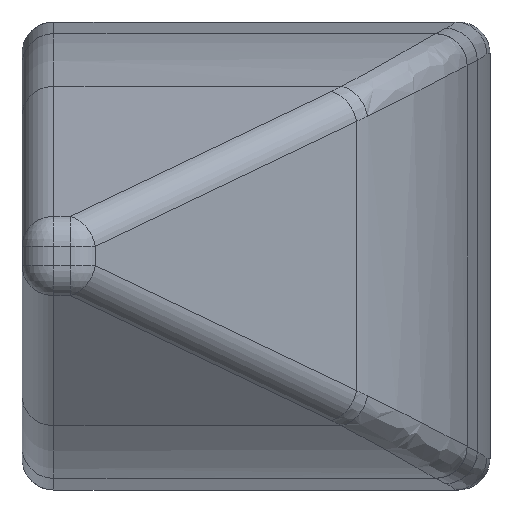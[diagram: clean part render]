
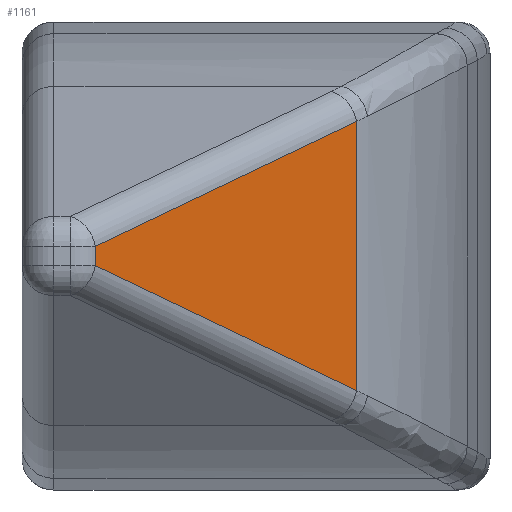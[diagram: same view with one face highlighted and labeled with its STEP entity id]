
A CAD part, left-side view. The second image highlights one B-rep face of the part: STEP entity #1161.
In plain terms, the highlighted planar face has unit normal (-0.611, -0.791, 0).
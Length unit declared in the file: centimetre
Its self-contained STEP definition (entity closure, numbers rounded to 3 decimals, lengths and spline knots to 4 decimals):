
#17=PLANE('',#1295);
#85=LINE('',#1945,#151);
#101=LINE('',#2285,#167);
#104=LINE('',#2293,#170);
#105=LINE('',#2294,#171);
#151=VECTOR('',#1435,1.);
#167=VECTOR('',#1539,1.);
#170=VECTOR('',#1548,1.);
#171=VECTOR('',#1549,1.);
#273=FACE_OUTER_BOUND('',#353,.T.);
#353=EDGE_LOOP('',(#884,#885,#886,#887));
#507=VERTEX_POINT('',#1936);
#510=VERTEX_POINT('',#1943);
#541=VERTEX_POINT('',#2284);
#543=VERTEX_POINT('',#2292);
#615=EDGE_CURVE('',#510,#507,#85,.T.);
#667=EDGE_CURVE('',#507,#541,#101,.T.);
#671=EDGE_CURVE('',#543,#510,#104,.T.);
#672=EDGE_CURVE('',#541,#543,#105,.T.);
#884=ORIENTED_EDGE('',*,*,#615,.F.);
#885=ORIENTED_EDGE('',*,*,#671,.F.);
#886=ORIENTED_EDGE('',*,*,#672,.F.);
#887=ORIENTED_EDGE('',*,*,#667,.F.);
#1161=ADVANCED_FACE('',(#273),#17,.T.);
#1295=AXIS2_PLACEMENT_3D('',#2291,#1546,#1547);
#1435=DIRECTION('',(-0.759,0.587,0.281));
#1539=DIRECTION('',(0.,0.,1.));
#1546=DIRECTION('center_axis',(-0.611,-0.791,0.));
#1547=DIRECTION('ref_axis',(0.791,-0.611,0.));
#1548=DIRECTION('',(0.,0.,-1.));
#1549=DIRECTION('',(0.759,-0.587,0.281));
#1936=CARTESIAN_POINT('',(-2.4172,-3.4504,10.5448));
#1943=CARTESIAN_POINT('',(13.4682,-15.7254,4.6741));
#1945=CARTESIAN_POINT('',(2.5155,-7.2619,8.7219));
#2284=CARTESIAN_POINT('',(-2.4172,-3.4504,11.4552));
#2285=CARTESIAN_POINT('',(-2.4172,-3.4504,0.));
#2291=CARTESIAN_POINT('Origin',(-3.,-3.,0.));
#2292=CARTESIAN_POINT('',(13.4682,-15.7254,17.3259));
#2293=CARTESIAN_POINT('',(13.4682,-15.7254,0.));
#2294=CARTESIAN_POINT('',(7.7098,-11.2758,15.1978));
